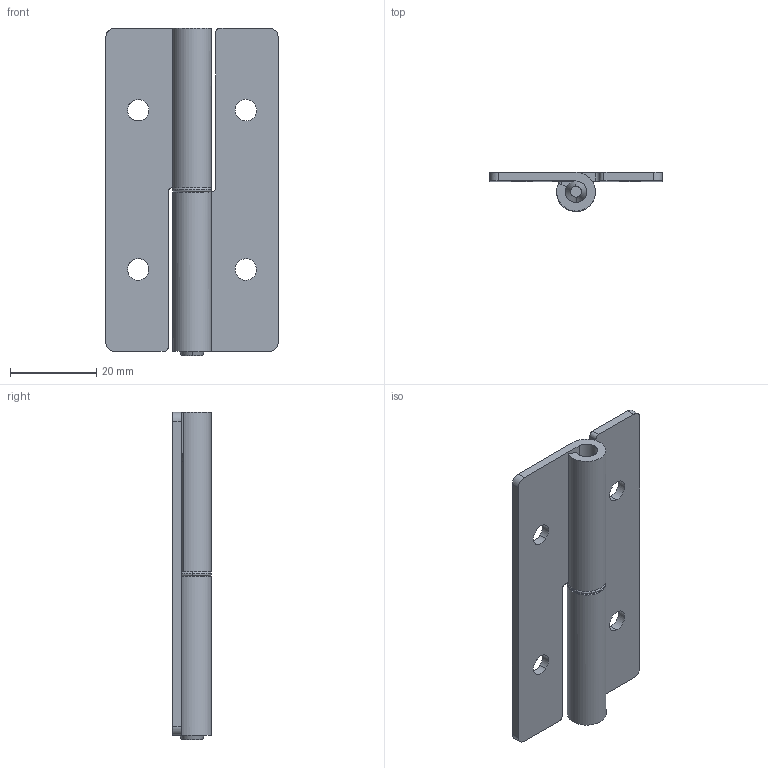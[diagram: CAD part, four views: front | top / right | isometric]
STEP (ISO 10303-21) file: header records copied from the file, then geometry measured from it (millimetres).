
FILE_DESCRIPTION((''),'2;1');
FILE_NAME('','2013-02-25T11:44:23',(''),(''),'','CADfix','');
FILE_SCHEMA(('AUTOMOTIVE_DESIGN { 1 0 10303 214 1 1 1 1 }'));
Length unit declared in the file: millimetre
Bounding box: 40 x 9 x 76 mm (x, y, z)
Volume: 9062.6 mm3; surface area: 9907.9 mm2
Topology: 3 solids, 3 shells, 53 faces, 162 edges, 118 vertices
Faces by surface type: bspline 53
Entity records: 2299 total; most frequent: CARTESIAN_POINT 1363, ORIENTED_EDGE 324, EDGE_CURVE 162, VERTEX_POINT 118, EDGE_LOOP 64, QUASI_UNIFORM_CURVE 64, FACE_OUTER_BOUND 53, ADVANCED_FACE 53
